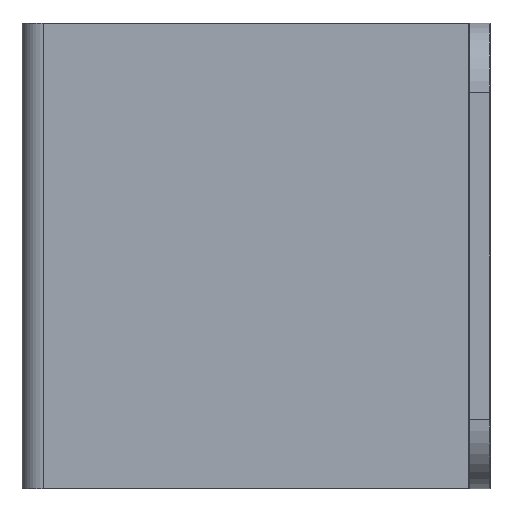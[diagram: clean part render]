
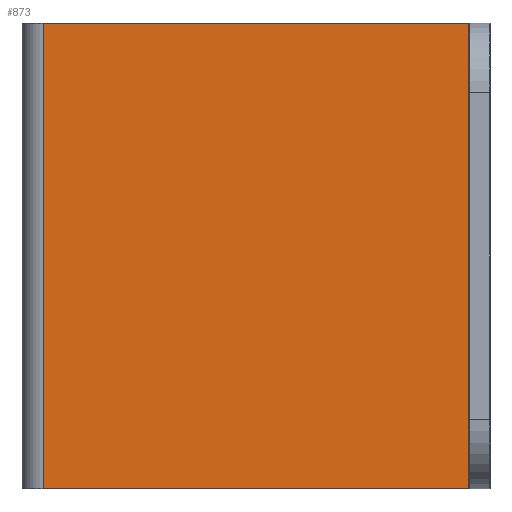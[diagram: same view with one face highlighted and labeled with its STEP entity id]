
A CAD part, left-side view. The second image highlights one B-rep face of the part: STEP entity #873.
In plain terms, the highlighted planar face has unit normal (-1, 0, 0).
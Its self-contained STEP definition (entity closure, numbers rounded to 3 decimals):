
#46=PLANE('',#974);
#93=FACE_OUTER_BOUND('',#154,.T.);
#154=EDGE_LOOP('',(#702,#703,#704,#705));
#236=LINE('',#1441,#311);
#237=LINE('',#1445,#312);
#238=LINE('',#1447,#313);
#239=LINE('',#1448,#314);
#311=VECTOR('',#1174,10.);
#312=VECTOR('',#1179,10.);
#313=VECTOR('',#1180,10.);
#314=VECTOR('',#1181,10.);
#441=VERTEX_POINT('',#1438);
#442=VERTEX_POINT('',#1440);
#443=VERTEX_POINT('',#1444);
#444=VERTEX_POINT('',#1446);
#535=EDGE_CURVE('',#441,#442,#236,.T.);
#537=EDGE_CURVE('',#443,#441,#237,.T.);
#538=EDGE_CURVE('',#444,#443,#238,.T.);
#539=EDGE_CURVE('',#442,#444,#239,.T.);
#702=ORIENTED_EDGE('',*,*,#535,.F.);
#703=ORIENTED_EDGE('',*,*,#537,.F.);
#704=ORIENTED_EDGE('',*,*,#538,.F.);
#705=ORIENTED_EDGE('',*,*,#539,.F.);
#873=ADVANCED_FACE('',(#93),#46,.T.);
#974=AXIS2_PLACEMENT_3D('',#1443,#1177,#1178);
#1174=DIRECTION('',(0.,0.,-1.));
#1177=DIRECTION('center_axis',(-1.,0.,0.));
#1178=DIRECTION('ref_axis',(0.,-1.,0.));
#1179=DIRECTION('',(0.,-1.,0.));
#1180=DIRECTION('',(0.,0.,1.));
#1181=DIRECTION('',(0.,1.,0.));
#1438=CARTESIAN_POINT('',(-33.5,-24.775,28.5));
#1440=CARTESIAN_POINT('',(-33.5,-24.775,-28.5));
#1441=CARTESIAN_POINT('',(-33.5,-24.775,0.));
#1443=CARTESIAN_POINT('Origin',(-33.5,27.375,0.));
#1444=CARTESIAN_POINT('',(-33.5,27.275,28.5));
#1445=CARTESIAN_POINT('',(-33.5,27.375,28.5));
#1446=CARTESIAN_POINT('',(-33.5,27.275,-28.5));
#1447=CARTESIAN_POINT('',(-33.5,27.275,0.));
#1448=CARTESIAN_POINT('',(-33.5,27.375,-28.5));
